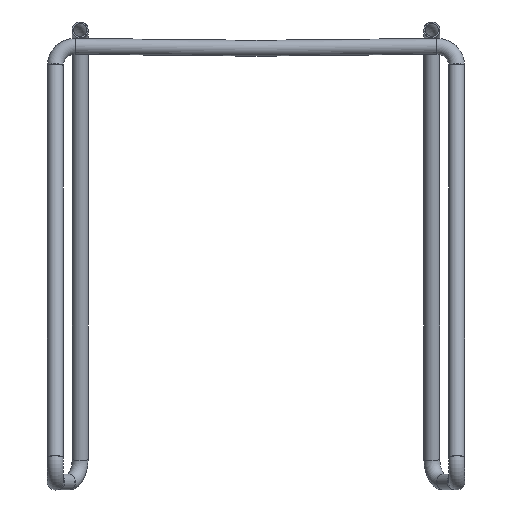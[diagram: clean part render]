
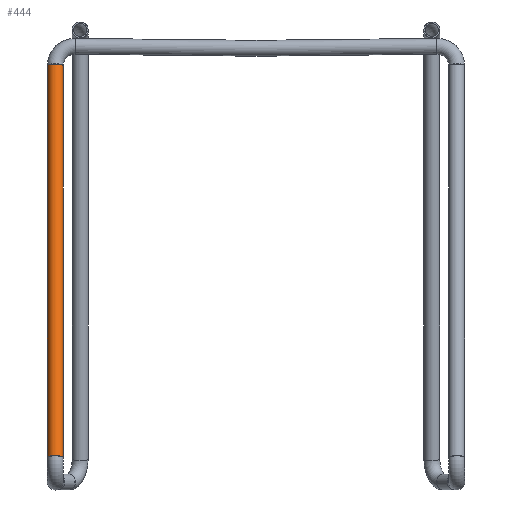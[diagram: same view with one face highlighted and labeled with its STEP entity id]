
A CAD part, front view. The second image highlights one B-rep face of the part: STEP entity #444.
In plain terms, the highlighted cylindrical face has radius 8 mm (diameter 16 mm), a full revolution.
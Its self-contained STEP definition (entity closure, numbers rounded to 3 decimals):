
#444=ADVANCED_FACE('',(#906,#908),#910,.T.);
#906=FACE_OUTER_BOUND('',#907,.T.);
#907=EDGE_LOOP('',(#1136));
#908=FACE_OUTER_BOUND('',#909,.T.);
#909=EDGE_LOOP('',(#1137));
#910=CYLINDRICAL_SURFACE('',#911,8.);
#911=AXIS2_PLACEMENT_3D('',#912,#913,#914);
#912=CARTESIAN_POINT('',(-379.,-16.945,-35.877));
#913=DIRECTION('',(0.,-0.242,-0.97));
#914=DIRECTION('',(0.58,0.791,-0.197));
#1136=ORIENTED_EDGE('',*,*,#1228,.T.);
#1137=ORIENTED_EDGE('',*,*,#1224,.F.);
#1224=EDGE_CURVE('',#1360,#1360,#1361,.T.);
#1228=EDGE_CURVE('',#1368,#1368,#1369,.T.);
#1360=VERTEX_POINT('',#2322);
#1361=CIRCLE('',#2323,8.);
#1368=VERTEX_POINT('',#2342);
#1369=CIRCLE('',#2343,8.);
#2322=CARTESIAN_POINT('',(-374.364,-108.926,-431.739));
#2323=AXIS2_PLACEMENT_3D('',#2324,#2325,#2326);
#2324=CARTESIAN_POINT('',(-379.,-115.251,-430.162));
#2325=DIRECTION('',(0.,-0.242,-0.97));
#2326=DIRECTION('',(0.58,0.791,-0.197));
#2342=CARTESIAN_POINT('',(-374.364,-10.619,-37.454));
#2343=AXIS2_PLACEMENT_3D('',#2344,#2345,#2346);
#2344=CARTESIAN_POINT('',(-379.,-16.945,-35.877));
#2345=DIRECTION('',(0.,-0.242,-0.97));
#2346=DIRECTION('',(0.58,0.791,-0.197));
